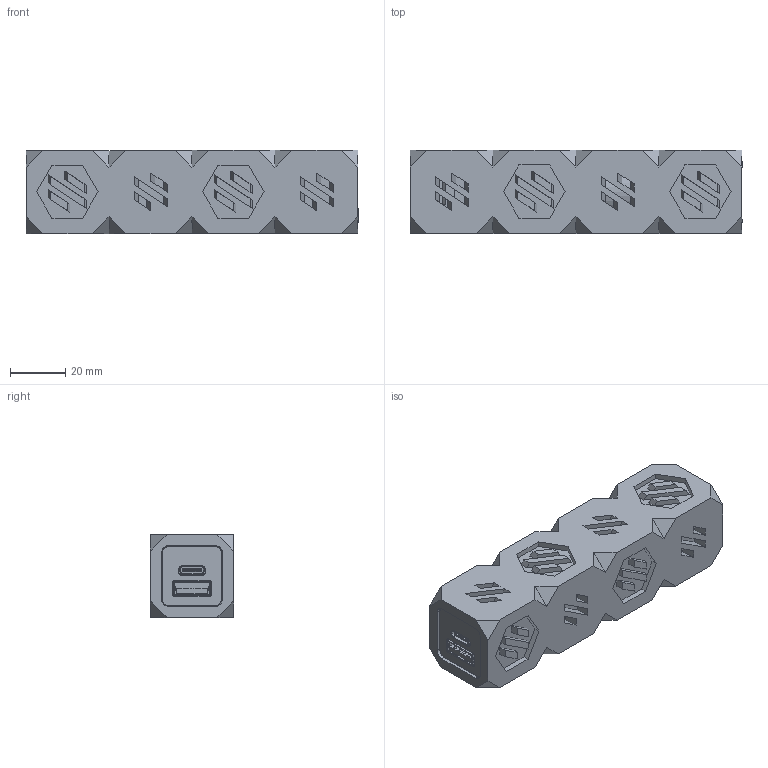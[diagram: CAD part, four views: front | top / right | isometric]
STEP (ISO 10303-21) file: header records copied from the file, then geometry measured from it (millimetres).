
FILE_DESCRIPTION(/* description */ (''),/* implementation_level */ '2;1');
FILE_NAME(/* name */ 'voron_battery_bank.step',/* time_stamp */ '2021-12-02T23:12:55-08:00',/* author */ (''),/* organization */ (''),/* preprocessor_version */ 'ST-DEVELOPER v18.1',/* originating_system */ 'Autodesk Translation Framework v10.10.0.1391',/* authorisation */ '');
FILE_SCHEMA (('AUTOMOTIVE_DESIGN { 1 0 10303 214 3 1 1 }'));
Length unit declared in the file: millimetre
Products named in the file (16): voron_battery_bank; Hardware; Positive; Negative; 18650-1; 18650-2; USB-C-PowerBank v1 (2); USB Type-C (2); Shroud (2); Plastic Body & Connector (2); Short-USB (2); USB_Receptacle_Body2 (2); USB_Receptacle_Body1 (2); Internal Parts; CubeEnclosure; Component31
Assembly tree (15 placements, depth 5):
  voron_battery_bank
    Hardware
      Positive
      Negative
      18650-1
        18650-2
      USB-C-PowerBank v1 (2)
        USB Type-C (2)
          Shroud (2)
          Plastic Body & Connector (2)
        Short-USB (2)
          USB_Receptacle_Body2 (2)
          USB_Receptacle_Body1 (2)
    Internal Parts
    CubeEnclosure
      Component31
Bounding box: 120 x 30 x 30 mm (x, y, z)
Volume: 62455.9 mm3; surface area: 66079 mm2
Topology: 13 solids, 14 shells, 1433 faces, 3897 edges, 2505 vertices
Faces by surface type: plane 1122, cylinder 232, bspline 29, cone 26, torus 20, sphere 4
Full cylindrical faces by diameter (mm): 0.6 x2, 4.42 x1, 14 x2, 15.994 x1, 16.4 x1, 16.997 x1, 17 x1, 18 x4, 18.4 x2
Entity records: 47904 total; most frequent: CARTESIAN_POINT 10713, ORIENTED_EDGE 7780, DIRECTION 7206, EDGE_CURVE 3890, LINE 3262, VECTOR 3262, VERTEX_POINT 2505, AXIS2_PLACEMENT_3D 1972
